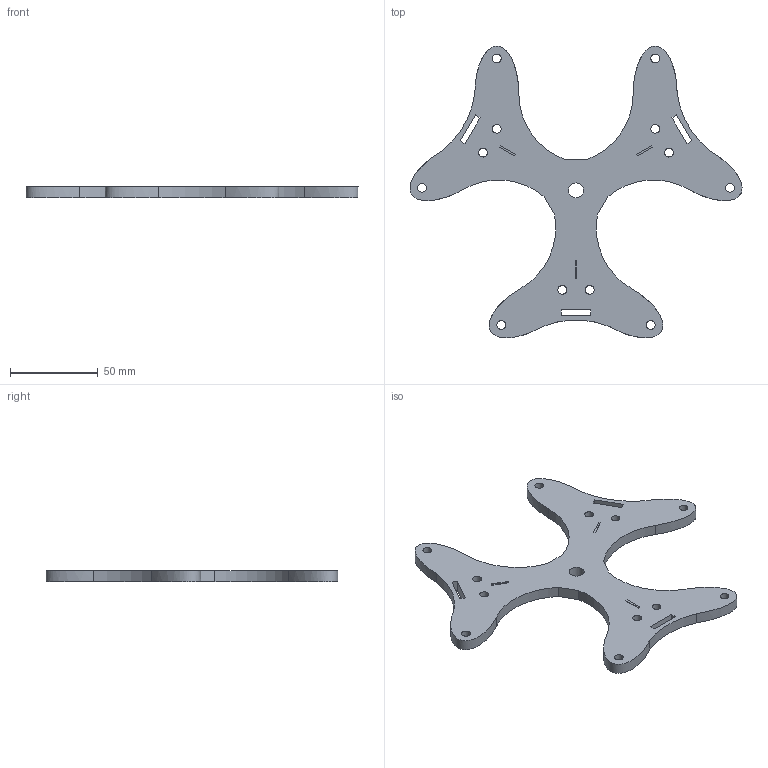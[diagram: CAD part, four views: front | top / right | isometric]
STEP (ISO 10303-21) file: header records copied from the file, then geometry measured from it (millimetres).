
FILE_DESCRIPTION(/* description */ ('Alibre Inc.'),/* implementation_level */ '2;1');
FILE_NAME(/* name */ 'export0',/* time_stamp */ '2015-07-05T23:04:38+12:00',/* author */ (''),/* organization */ (''),/* preprocessor_version */ 'ST-DEVELOPER v14',/* originating_system */ 'Alibre',/* authorisation */ '');
FILE_SCHEMA (('CONFIG_CONTROL_DESIGN'));
Length unit declared in the file: centimetre
Products named in the file (1): PC03a
Bounding box: 188.65 x 165.77 x 6.67 mm (x, y, z)
Volume: 67395.3 mm3; surface area: 28656.9 mm2
Topology: 1 solids, 1 shells, 60 faces, 165 edges, 110 vertices
Faces by surface type: plane 32, cylinder 22, extrusion 6
Full cylindrical faces by diameter (mm): 5 x12, 8.5 x1
Entity records: 1995 total; most frequent: CARTESIAN_POINT 322, ORIENTED_EDGE 304, DIRECTION 302, EDGE_CURVE 152, AXIS2_PLACEMENT_3D 116, VERTEX_POINT 110, EDGE_LOOP 108, FACE_BOUND 108
